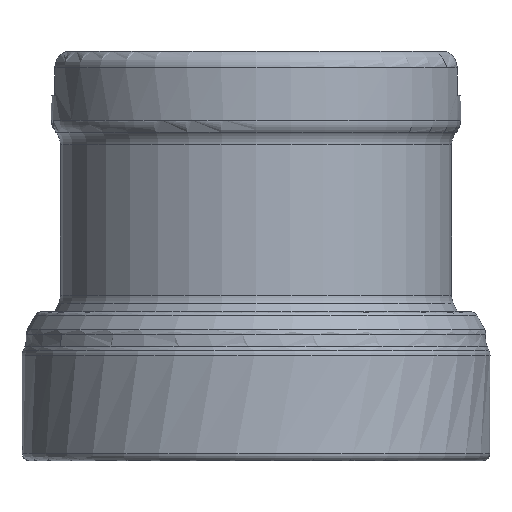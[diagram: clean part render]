
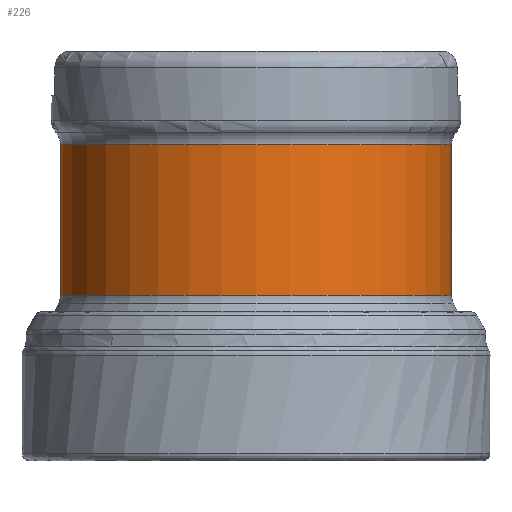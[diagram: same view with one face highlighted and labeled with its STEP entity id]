
A CAD part, front view. The second image highlights one B-rep face of the part: STEP entity #226.
In plain terms, the highlighted cylindrical face has radius 21.225 mm (diameter 42.45 mm), a full revolution.
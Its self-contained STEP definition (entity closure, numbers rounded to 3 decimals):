
#226=ADVANCED_FACE('',(#358,#359),#293,.T.);
#293=CYLINDRICAL_SURFACE('',#1147,21.225);
#358=FACE_BOUND('',#460,.T.);
#359=FACE_BOUND('',#461,.T.);
#460=EDGE_LOOP('',(#607));
#461=EDGE_LOOP('',(#608));
#607=ORIENTED_EDGE('',*,*,#923,.T.);
#608=ORIENTED_EDGE('',*,*,#924,.T.);
#827=VERTEX_POINT('',#1977);
#828=VERTEX_POINT('',#1979);
#923=EDGE_CURVE('',#827,#827,#1017,.T.);
#924=EDGE_CURVE('',#828,#828,#1018,.T.);
#1017=CIRCLE('',#1145,21.225);
#1018=CIRCLE('',#1146,21.225);
#1145=AXIS2_PLACEMENT_3D('',#1976,#1278,#1279);
#1146=AXIS2_PLACEMENT_3D('',#1978,#1280,#1281);
#1147=AXIS2_PLACEMENT_3D('',#1980,#1282,#1283);
#1278=DIRECTION('',(0.,0.,1.));
#1279=DIRECTION('',(0.,1.,0.));
#1280=DIRECTION('',(0.,0.,-1.));
#1281=DIRECTION('',(0.,1.,0.));
#1282=DIRECTION('',(0.,0.,-1.));
#1283=DIRECTION('',(0.,1.,0.));
#1976=CARTESIAN_POINT('',(0.,0.,17.961));
#1977=CARTESIAN_POINT('',(0.,21.225,17.961));
#1978=CARTESIAN_POINT('',(0.,0.,34.322));
#1979=CARTESIAN_POINT('',(0.,21.225,34.322));
#1980=CARTESIAN_POINT('',(0.,0.,0.));
